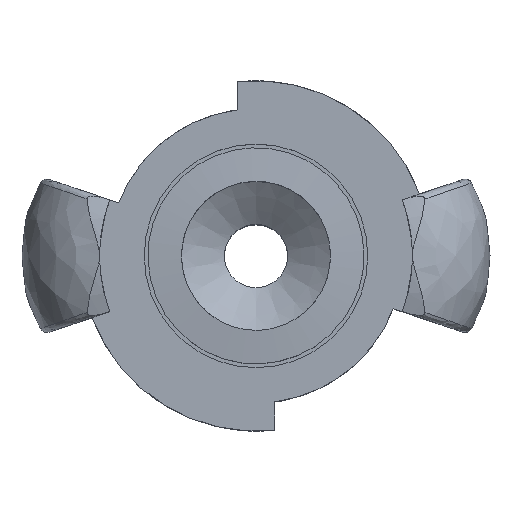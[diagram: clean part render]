
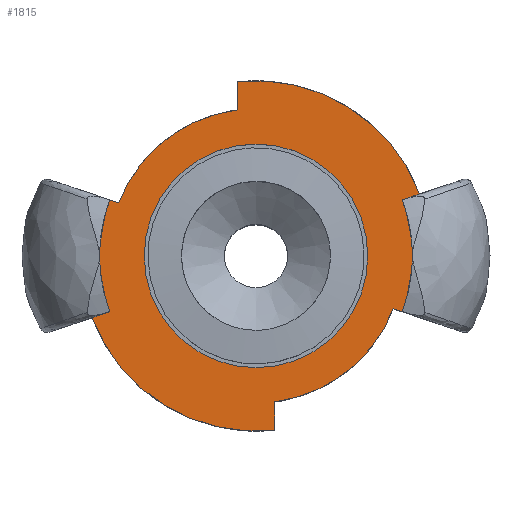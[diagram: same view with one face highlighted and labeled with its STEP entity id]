
A CAD part, top view. The second image highlights one B-rep face of the part: STEP entity #1815.
In plain terms, the highlighted planar face has unit normal (0, 0, 1).
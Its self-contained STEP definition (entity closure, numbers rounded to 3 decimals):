
#130=FACE_BOUND('',#351,.T.);
#163=PLANE('',#1999);
#256=FACE_OUTER_BOUND('',#350,.T.);
#350=EDGE_LOOP('',(#1555,#1556,#1557,#1558,#1559,#1560,#1561,#1562,#1563,
#1564,#1565,#1566));
#351=EDGE_LOOP('',(#1567,#1568));
#420=LINE('',#3809,#510);
#424=LINE('',#3917,#514);
#427=LINE('',#3924,#517);
#432=LINE('',#3933,#522);
#438=LINE('',#3983,#528);
#442=LINE('',#4011,#532);
#510=VECTOR('',#2331,10.);
#514=VECTOR('',#2343,10.);
#517=VECTOR('',#2348,10.);
#522=VECTOR('',#2355,10.);
#528=VECTOR('',#2367,10.);
#532=VECTOR('',#2375,10.);
#607=CIRCLE('',#1958,15.);
#608=CIRCLE('',#1959,15.);
#609=CIRCLE('',#1961,19.75);
#612=CIRCLE('',#1965,19.75);
#618=CIRCLE('',#1983,23.514);
#621=CIRCLE('',#1989,23.497);
#625=CIRCLE('',#2000,25.5);
#626=CIRCLE('',#2001,25.5);
#766=VERTEX_POINT('',#3615);
#767=VERTEX_POINT('',#3616);
#768=VERTEX_POINT('',#3621);
#769=VERTEX_POINT('',#3623);
#775=VERTEX_POINT('',#3671);
#776=VERTEX_POINT('',#3673);
#786=VERTEX_POINT('',#3807);
#792=VERTEX_POINT('',#3915);
#794=VERTEX_POINT('',#3921);
#795=VERTEX_POINT('',#3923);
#797=VERTEX_POINT('',#3929);
#802=VERTEX_POINT('',#3979);
#806=VERTEX_POINT('',#4008);
#807=VERTEX_POINT('',#4010);
#998=EDGE_CURVE('',#766,#767,#607,.T.);
#999=EDGE_CURVE('',#767,#766,#608,.T.);
#1002=EDGE_CURVE('',#768,#769,#609,.T.);
#1010=EDGE_CURVE('',#775,#776,#612,.T.);
#1023=EDGE_CURVE('',#786,#768,#420,.T.);
#1032=EDGE_CURVE('',#792,#775,#424,.T.);
#1035=EDGE_CURVE('',#794,#795,#427,.T.);
#1040=EDGE_CURVE('',#797,#776,#432,.T.);
#1048=EDGE_CURVE('',#802,#769,#438,.T.);
#1053=EDGE_CURVE('',#806,#807,#442,.T.);
#1060=EDGE_CURVE('',#794,#797,#618,.T.);
#1063=EDGE_CURVE('',#806,#802,#621,.T.);
#1073=EDGE_CURVE('',#807,#792,#625,.T.);
#1074=EDGE_CURVE('',#795,#786,#626,.T.);
#1555=ORIENTED_EDGE('',*,*,#1060,.T.);
#1556=ORIENTED_EDGE('',*,*,#1040,.T.);
#1557=ORIENTED_EDGE('',*,*,#1010,.F.);
#1558=ORIENTED_EDGE('',*,*,#1032,.F.);
#1559=ORIENTED_EDGE('',*,*,#1073,.F.);
#1560=ORIENTED_EDGE('',*,*,#1053,.F.);
#1561=ORIENTED_EDGE('',*,*,#1063,.T.);
#1562=ORIENTED_EDGE('',*,*,#1048,.T.);
#1563=ORIENTED_EDGE('',*,*,#1002,.F.);
#1564=ORIENTED_EDGE('',*,*,#1023,.F.);
#1565=ORIENTED_EDGE('',*,*,#1074,.F.);
#1566=ORIENTED_EDGE('',*,*,#1035,.F.);
#1567=ORIENTED_EDGE('',*,*,#998,.T.);
#1568=ORIENTED_EDGE('',*,*,#999,.T.);
#1815=ADVANCED_FACE('',(#256,#130),#163,.F.);
#1958=AXIS2_PLACEMENT_3D('',#3617,#2299,#2300);
#1959=AXIS2_PLACEMENT_3D('',#3618,#2301,#2302);
#1961=AXIS2_PLACEMENT_3D('',#3624,#2307,#2308);
#1965=AXIS2_PLACEMENT_3D('',#3674,#2318,#2319);
#1983=AXIS2_PLACEMENT_3D('',#4040,#2386,#2387);
#1989=AXIS2_PLACEMENT_3D('',#4046,#2398,#2399);
#1999=AXIS2_PLACEMENT_3D('',#4100,#2422,#2423);
#2000=AXIS2_PLACEMENT_3D('',#4101,#2424,#2425);
#2001=AXIS2_PLACEMENT_3D('',#4102,#2426,#2427);
#2299=DIRECTION('center_axis',(0.,0.,-1.));
#2300=DIRECTION('ref_axis',(0.,-1.,0.));
#2301=DIRECTION('center_axis',(0.,0.,-1.));
#2302=DIRECTION('ref_axis',(0.,-1.,0.));
#2307=DIRECTION('center_axis',(0.,0.,-1.));
#2308=DIRECTION('ref_axis',(-1.,0.,0.));
#2318=DIRECTION('center_axis',(0.,0.,-1.));
#2319=DIRECTION('ref_axis',(-1.,0.,0.));
#2331=DIRECTION('',(0.948,-0.319,0.));
#2343=DIRECTION('',(-0.948,0.319,0.));
#2348=DIRECTION('',(-0.948,-0.319,0.));
#2355=DIRECTION('',(0.,1.,0.));
#2367=DIRECTION('',(0.,-1.,0.));
#2375=DIRECTION('',(0.948,0.319,0.));
#2386=DIRECTION('center_axis',(0.,0.,1.));
#2387=DIRECTION('ref_axis',(-0.936,-0.353,0.));
#2398=DIRECTION('center_axis',(0.,0.,1.));
#2399=DIRECTION('ref_axis',(0.936,0.353,0.));
#2422=DIRECTION('center_axis',(0.,0.,-1.));
#2423=DIRECTION('ref_axis',(-1.,0.,0.));
#2424=DIRECTION('center_axis',(0.,0.,-1.));
#2425=DIRECTION('ref_axis',(0.,-1.,0.));
#2426=DIRECTION('center_axis',(0.,0.,-1.));
#2427=DIRECTION('ref_axis',(0.,-1.,0.));
#3615=CARTESIAN_POINT('',(0.,-15.,0.));
#3616=CARTESIAN_POINT('',(0.,15.,0.));
#3617=CARTESIAN_POINT('Origin',(0.,0.,0.));
#3618=CARTESIAN_POINT('Origin',(0.,0.,0.));
#3621=CARTESIAN_POINT('',(-18.429,7.101,0.));
#3623=CARTESIAN_POINT('',(-2.5,19.591,0.));
#3624=CARTESIAN_POINT('Origin',(0.,0.,0.));
#3671=CARTESIAN_POINT('',(18.429,-7.101,0.));
#3673=CARTESIAN_POINT('',(2.5,-19.591,0.));
#3674=CARTESIAN_POINT('Origin',(0.,0.,0.));
#3807=CARTESIAN_POINT('',(-23.883,8.937,0.));
#3809=CARTESIAN_POINT('',(-12.197,5.002,0.));
#3915=CARTESIAN_POINT('',(23.883,-8.937,0.));
#3917=CARTESIAN_POINT('',(16.054,-6.301,0.));
#3921=CARTESIAN_POINT('',(-22.,-8.303,0.));
#3923=CARTESIAN_POINT('',(-23.883,-8.937,0.));
#3924=CARTESIAN_POINT('',(-11.008,-4.601,0.));
#3929=CARTESIAN_POINT('',(2.5,-23.381,0.));
#3933=CARTESIAN_POINT('',(2.5,0.,0.));
#3979=CARTESIAN_POINT('',(-2.5,23.364,0.));
#3983=CARTESIAN_POINT('',(-2.5,0.,0.));
#4008=CARTESIAN_POINT('',(21.984,8.298,0.));
#4010=CARTESIAN_POINT('',(23.883,8.937,0.));
#4011=CARTESIAN_POINT('',(7.151,3.302,0.));
#4040=CARTESIAN_POINT('Origin',(0.,0.,0.));
#4046=CARTESIAN_POINT('Origin',(0.,0.,0.));
#4100=CARTESIAN_POINT('Origin',(0.,-12.75,0.));
#4101=CARTESIAN_POINT('Origin',(0.,0.,0.));
#4102=CARTESIAN_POINT('Origin',(0.,0.,0.));
